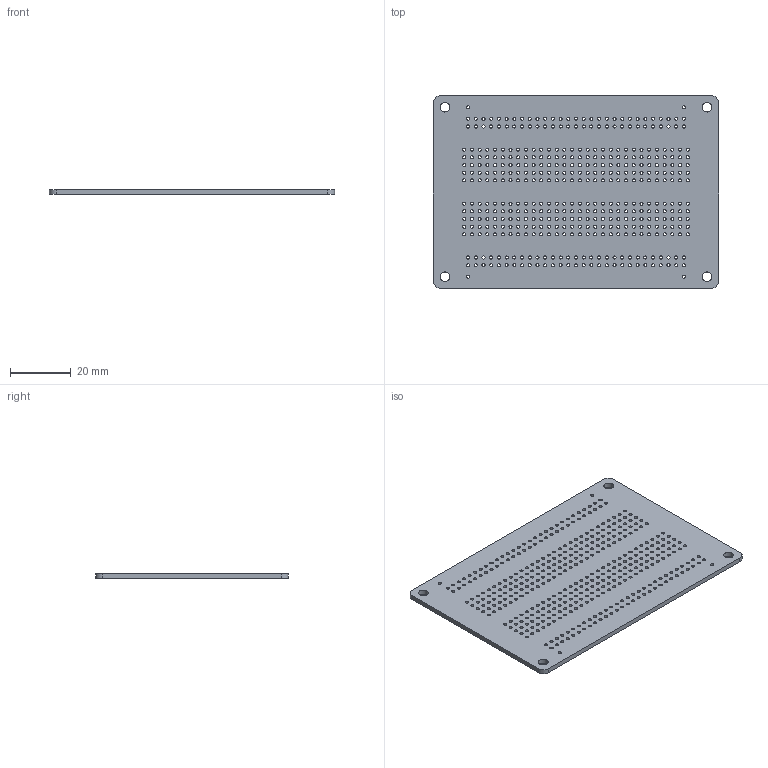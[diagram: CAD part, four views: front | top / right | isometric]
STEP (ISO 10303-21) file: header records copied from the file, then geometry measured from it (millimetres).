
FILE_DESCRIPTION(('KiCad electronic assembly'),'2;1');
FILE_NAME('kicadBoard.step','2022-11-06T08:07:43',('Pcbnew'),('Kicad'), 'Open CASCADE STEP processor 7.6','KiCad to STEP converter','Unknown' );
FILE_SCHEMA(('AUTOMOTIVE_DESIGN { 1 0 10303 214 1 1 1 1 }'));
Length unit declared in the file: millimetre
Products named in the file (2): kicadBoard 1; kicadBoard PCB
Assembly tree (1 placements, depth 2):
  kicadBoard 1
    kicadBoard PCB
Bounding box: 93.98 x 63.5 x 1.6 mm (x, y, z)
Volume: 8944.6 mm3; surface area: 13887.6 mm2
Topology: 1 solids, 1 shells, 434 faces, 1296 edges, 864 vertices
Faces by surface type: cylinder 428, plane 6
Full cylindrical faces by diameter (mm): 1.016 x420, 3.2 x4
Entity records: 33727 total; most frequent: DIRECTION 5616, CARTESIAN_POINT 5188, ORIENTED_EDGE 2592, PCURVE 2592, DEFINITIONAL_REPRESENTATION 2592, LINE 2176, VECTOR 2176, CIRCLE 1712
